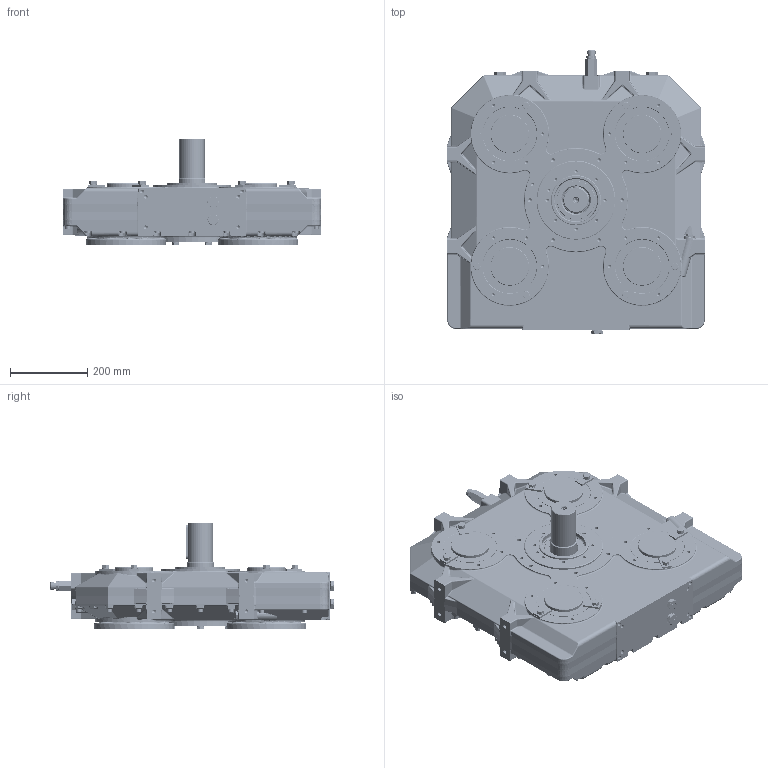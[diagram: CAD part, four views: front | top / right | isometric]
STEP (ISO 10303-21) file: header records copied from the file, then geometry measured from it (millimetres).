
FILE_DESCRIPTION (( 'STEP AP214' ), '1' );
FILE_NAME ('1028864J.STEP', '2017-10-03T13:29:05', ( 'utente' ), ( 'Hewlett-Packard Company' ), 'SwSTEP 2.0', 'SolidWorks 2015', '' );
FILE_SCHEMA (( 'AUTOMOTIVE_DESIGN' ));
Length unit declared in the file: millimetre
Products named in the file (11): IT1042016_rev00-installation; IT1042469-installation; ITam230-018_rev00-installation; IT0000394_rev00-installation; IT0000203_rev00-installation; IT4588040_rev00-installation; IT2021216_rev03-installation; ITam450-002_rev00-installation; ITam450-006_rev00-installation; ITB00710000_rev01-installation; 1028864J
Assembly tree (19 placements, depth 2):
  1028864J
    ITB00710000_rev01-installation
    ITam450-006_rev00-installation
    ITam450-002_rev00-installation
    IT2021216_rev03-installation  x4
    IT4588040_rev00-installation
    IT0000203_rev00-installation
    IT0000394_rev00-installation  x4
    ITam230-018_rev00-installation
    IT1042469-installation
    IT1042016_rev00-installation  x4
Bounding box: 672 x 735.8 x 277.2 mm (x, y, z)
Volume: 6032121 mm3; surface area: 4139557.6 mm2
Topology: 78 solids, 169 shells, 8187 faces, 20101 edges, 12779 vertices
Faces by surface type: plane 3599, cylinder 2031, bspline 1529, cone 660, torus 320, sphere 48
Full cylindrical faces by diameter (mm): 5 x1, 6 x3, 8 x58, 8.5 x100, 9 x1, 10 x80, 10.2 x46, 11 x30, 12 x103, 12.5 x2, 13 x29, 13.9 x1, 14 x66, 16 x23, 16.2 x15, 17 x16, 17.3 x1, 17.5 x1, 17.6 x1, 18.5 x3, 18.539 x1, 18.6 x1, 19.3 x1, 20 x7, 20.7 x3, 21 x3, 21.3 x1, 22 x2, 22.28 x8, 23.7 x1
Entity records: 234600 total; most frequent: CARTESIAN_POINT 74051, ORIENTED_EDGE 21557, DIRECTION 19681, EDGE_CURVE 10780, VERTEX_POINT 7215, AXIS2_PLACEMENT_3D 7129, EDGE_LOOP 6436, FACE_OUTER_BOUND 5666
